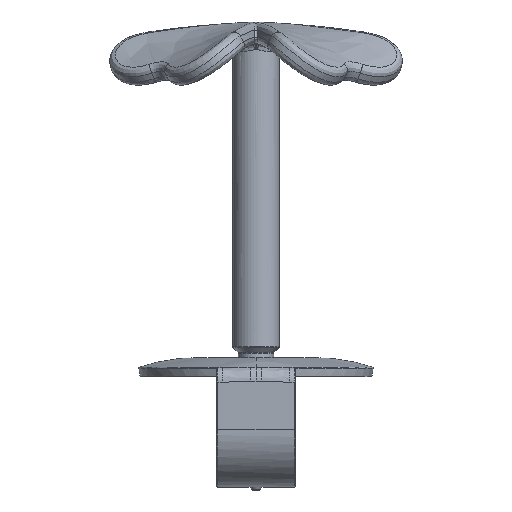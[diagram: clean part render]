
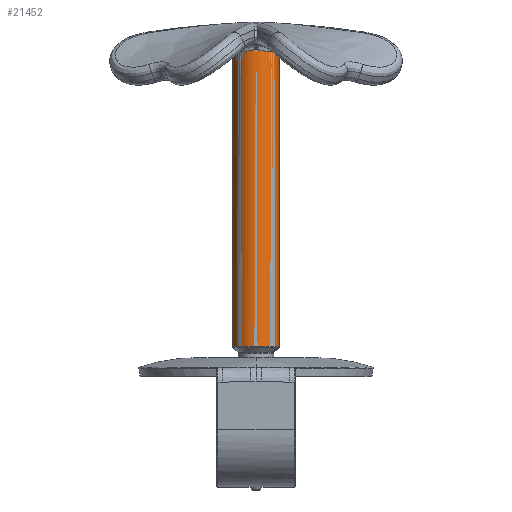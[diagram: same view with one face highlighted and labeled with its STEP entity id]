
A CAD part, front view. The second image highlights one B-rep face of the part: STEP entity #21452.
In plain terms, the highlighted free-form (B-spline) face has degree [2, 1] with [5, 2] control points.
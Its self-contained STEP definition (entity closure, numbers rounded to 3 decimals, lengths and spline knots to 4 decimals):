
#21413 = VERTEX_POINT('',#21414);
#21414 = CARTESIAN_POINT('',(-0.7219,0.,-1.0102));
#21422 = VERTEX_POINT('',#21423);
#21423 = CARTESIAN_POINT('',(0.7219,0.,-1.0102));
#21429 = EDGE_CURVE('',#21413,#21422,#21430,.T.);
#21430 = ( BOUNDED_CURVE() B_SPLINE_CURVE(2,(#21431,#21432,#21433,#21434
,#21435),.UNSPECIFIED.,.F.,.F.) B_SPLINE_CURVE_WITH_KNOTS((3,2,3),(0.,
1.5708,3.1416),.PIECEWISE_BEZIER_KNOTS.) CURVE() 
GEOMETRIC_REPRESENTATION_ITEM() RATIONAL_B_SPLINE_CURVE((1.,
0.707,1.,0.707,1.)) REPRESENTATION_ITEM('') );
#21431 = CARTESIAN_POINT('',(-0.7219,0.,-1.0102));
#21432 = CARTESIAN_POINT('',(-0.7219,-0.7219,
    -1.0102));
#21433 = CARTESIAN_POINT('',(0.,-0.7219,
    -1.0102));
#21434 = CARTESIAN_POINT('',(0.7219,-0.7219,
    -1.0102));
#21435 = CARTESIAN_POINT('',(0.7219,0.,
    -1.0102));
#21452 = ADVANCED_FACE('',(#21453),#21478,.T.);
#21453 = FACE_BOUND('',#21454,.T.);
#21454 = EDGE_LOOP('',(#21455,#21462,#21472,#21477));
#21455 = ORIENTED_EDGE('',*,*,#21456,.T.);
#21456 = EDGE_CURVE('',#21422,#21457,#21459,.T.);
#21457 = VERTEX_POINT('',#21458);
#21458 = CARTESIAN_POINT('',(0.7219,0.,8.4222));
#21459 = B_SPLINE_CURVE_WITH_KNOTS('',1,(#21460,#21461),.UNSPECIFIED.,
  .F.,.F.,(2,2),(0.,7.8396),
  .PIECEWISE_BEZIER_KNOTS.);
#21460 = CARTESIAN_POINT('',(0.7219,0.,
    -1.0102));
#21461 = CARTESIAN_POINT('',(0.7219,0.,
    8.4222));
#21462 = ORIENTED_EDGE('',*,*,#21463,.F.);
#21463 = EDGE_CURVE('',#21464,#21457,#21466,.T.);
#21464 = VERTEX_POINT('',#21465);
#21465 = CARTESIAN_POINT('',(-0.7219,0.,8.4222));
#21466 = ( BOUNDED_CURVE() B_SPLINE_CURVE(2,(#21467,#21468,#21469,#21470
,#21471),.UNSPECIFIED.,.F.,.F.) B_SPLINE_CURVE_WITH_KNOTS((3,2,3),(0.,
1.5708,3.1416),.PIECEWISE_BEZIER_KNOTS.) CURVE() 
GEOMETRIC_REPRESENTATION_ITEM() RATIONAL_B_SPLINE_CURVE((1.,
0.707,1.,0.707,1.)) REPRESENTATION_ITEM('') );
#21467 = CARTESIAN_POINT('',(-0.7219,0.,8.4222));
#21468 = CARTESIAN_POINT('',(-0.7219,-0.7219,
    8.4222));
#21469 = CARTESIAN_POINT('',(0.,-0.7219,
    8.4222));
#21470 = CARTESIAN_POINT('',(0.7219,-0.7219,
    8.4222));
#21471 = CARTESIAN_POINT('',(0.7219,0.,
    8.4222));
#21472 = ORIENTED_EDGE('',*,*,#21473,.F.);
#21473 = EDGE_CURVE('',#21413,#21464,#21474,.T.);
#21474 = B_SPLINE_CURVE_WITH_KNOTS('',1,(#21475,#21476),.UNSPECIFIED.,
  .F.,.F.,(2,2),(0.,7.8396),
  .PIECEWISE_BEZIER_KNOTS.);
#21475 = CARTESIAN_POINT('',(-0.7219,0.,
    -1.0102));
#21476 = CARTESIAN_POINT('',(-0.7219,0.,
    8.4222));
#21477 = ORIENTED_EDGE('',*,*,#21429,.T.);
#21478 = ( BOUNDED_SURFACE() B_SPLINE_SURFACE(2,1,(
    (#21479,#21480)
    ,(#21481,#21482)
    ,(#21483,#21484)
    ,(#21485,#21486)
    ,(#21487,#21488
)),.UNSPECIFIED.,.F.,.F.,.F.) B_SPLINE_SURFACE_WITH_KNOTS((3,2,3),(2,2),
  (0.,1.5708,3.1416),(0.575,8.4146),
.PIECEWISE_BEZIER_KNOTS.) GEOMETRIC_REPRESENTATION_ITEM() 
RATIONAL_B_SPLINE_SURFACE((
    (1.,1.)
    ,(0.707,0.707)
    ,(1.,1.)
    ,(0.707,0.707)
,(1.,1.))) REPRESENTATION_ITEM('') SURFACE() );
#21479 = CARTESIAN_POINT('',(0.7219,0.,8.4222));
#21480 = CARTESIAN_POINT('',(0.7219,0.,-1.0102));
#21481 = CARTESIAN_POINT('',(0.7219,-0.7219,
    8.4222));
#21482 = CARTESIAN_POINT('',(0.7219,-0.7219,
    -1.0102));
#21483 = CARTESIAN_POINT('',(0.,-0.7219,
    8.4222));
#21484 = CARTESIAN_POINT('',(0.,-0.7219,
    -1.0102));
#21485 = CARTESIAN_POINT('',(-0.7219,-0.7219,
    8.4222));
#21486 = CARTESIAN_POINT('',(-0.7219,-0.7219,
    -1.0102));
#21487 = CARTESIAN_POINT('',(-0.7219,0.,
    8.4222));
#21488 = CARTESIAN_POINT('',(-0.7219,0.,
    -1.0102));
